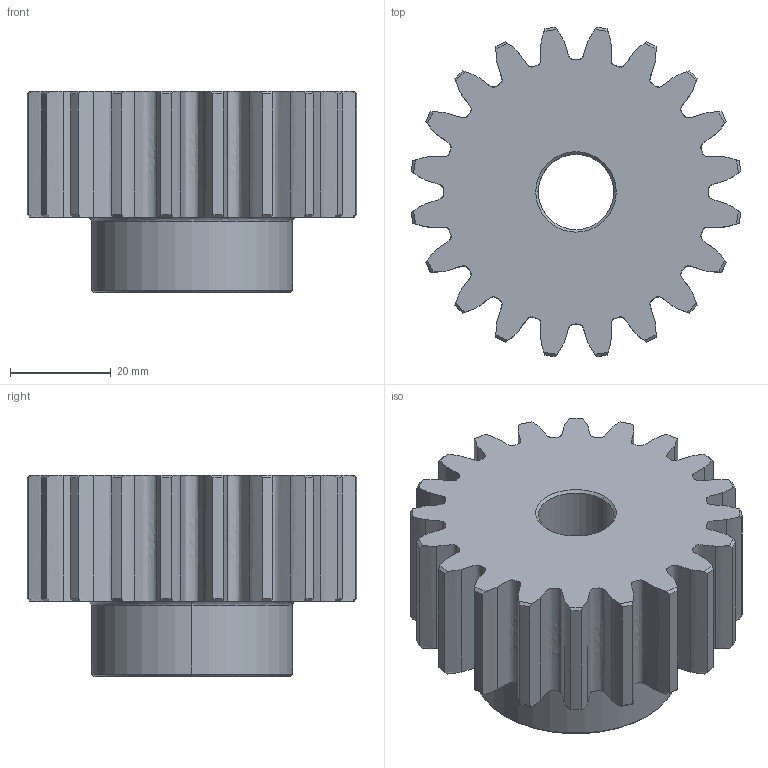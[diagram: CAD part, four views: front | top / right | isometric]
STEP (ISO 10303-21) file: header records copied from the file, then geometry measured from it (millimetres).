
FILE_DESCRIPTION (( 'STEP AP214' ), '1' );
FILE_NAME ('111-030-420.STEP', '2015-03-24T11:54:55', ( 'Admin' ), ( '' ), 'SwSTEP 2.0', 'SolidWorks 2012', '' );
FILE_SCHEMA (( 'AUTOMOTIVE_DESIGN' ));
Length unit declared in the file: millimetre
Products named in the file (1): 111-030-420
Bounding box: 65.48 x 65.48 x 40 mm (x, y, z)
Volume: 81862.6 mm3; surface area: 18021.3 mm2
Topology: 1 solids, 1 shells, 135 faces, 390 edges, 258 vertices
Faces by surface type: bspline 62, cone 46, cylinder 24, plane 3
Entity records: 7739 total; most frequent: CARTESIAN_POINT 3160, ORIENTED_EDGE 780, DIRECTION 434, EDGE_CURVE 390, VERTEX_POINT 258, B_SPLINE_CURVE_WITH_KNOTS 200, AXIS2_PLACEMENT_3D 172, UNCERTAINTY_MEASURE_WITH_UNIT 138
